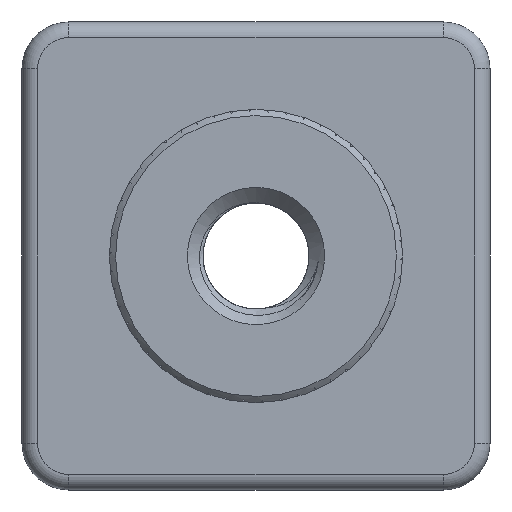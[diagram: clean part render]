
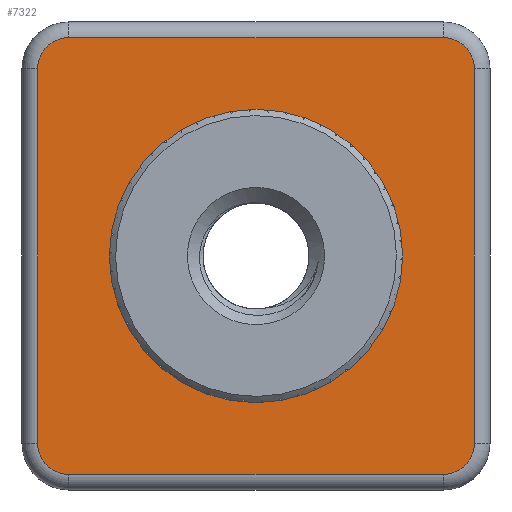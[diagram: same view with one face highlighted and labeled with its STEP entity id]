
A CAD part, front view. The second image highlights one B-rep face of the part: STEP entity #7322.
In plain terms, the highlighted planar face has unit normal (0, -1, 0).
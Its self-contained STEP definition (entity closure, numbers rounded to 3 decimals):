
#372=FACE_BOUND('',#1293,.T.);
#566=CIRCLE('',#7838,2.);
#572=CIRCLE('',#7846,2.);
#576=CIRCLE('',#7852,2.);
#580=CIRCLE('',#7858,2.);
#581=CIRCLE('',#7865,9.4);
#884=FACE_OUTER_BOUND('',#1292,.T.);
#1292=EDGE_LOOP('',(#4958,#4959,#4960,#4961,#4962,#4963,#4964,#4965));
#1293=EDGE_LOOP('',(#4966));
#1733=LINE('',#10702,#2266);
#1735=LINE('',#10714,#2268);
#1737=LINE('',#10726,#2270);
#1739=LINE('',#10735,#2272);
#2266=VECTOR('',#8751,10.);
#2268=VECTOR('',#8765,10.);
#2270=VECTOR('',#8779,10.);
#2272=VECTOR('',#8791,10.);
#2827=VERTEX_POINT('',#10690);
#2828=VERTEX_POINT('',#10692);
#2830=VERTEX_POINT('',#10698);
#2832=VERTEX_POINT('',#10704);
#2834=VERTEX_POINT('',#10710);
#2836=VERTEX_POINT('',#10716);
#2838=VERTEX_POINT('',#10722);
#2840=VERTEX_POINT('',#10728);
#2842=VERTEX_POINT('',#10746);
#3645=EDGE_CURVE('',#2827,#2828,#566,.T.);
#3650=EDGE_CURVE('',#2828,#2830,#1733,.T.);
#3653=EDGE_CURVE('',#2830,#2832,#572,.T.);
#3656=EDGE_CURVE('',#2832,#2834,#1735,.T.);
#3659=EDGE_CURVE('',#2834,#2836,#576,.T.);
#3662=EDGE_CURVE('',#2836,#2838,#1737,.T.);
#3665=EDGE_CURVE('',#2838,#2840,#580,.T.);
#3667=EDGE_CURVE('',#2840,#2827,#1739,.T.);
#3673=EDGE_CURVE('',#2842,#2842,#581,.T.);
#4958=ORIENTED_EDGE('',*,*,#3645,.F.);
#4959=ORIENTED_EDGE('',*,*,#3667,.F.);
#4960=ORIENTED_EDGE('',*,*,#3665,.F.);
#4961=ORIENTED_EDGE('',*,*,#3662,.F.);
#4962=ORIENTED_EDGE('',*,*,#3659,.F.);
#4963=ORIENTED_EDGE('',*,*,#3656,.F.);
#4964=ORIENTED_EDGE('',*,*,#3653,.F.);
#4965=ORIENTED_EDGE('',*,*,#3650,.F.);
#4966=ORIENTED_EDGE('',*,*,#3673,.T.);
#7057=PLANE('',#7864);
#7322=ADVANCED_FACE('',(#884,#372),#7057,.F.);
#7838=AXIS2_PLACEMENT_3D('',#10693,#8740,#8741);
#7846=AXIS2_PLACEMENT_3D('',#10708,#8758,#8759);
#7852=AXIS2_PLACEMENT_3D('',#10720,#8772,#8773);
#7858=AXIS2_PLACEMENT_3D('',#10732,#8786,#8787);
#7864=AXIS2_PLACEMENT_3D('',#10745,#8805,#8806);
#7865=AXIS2_PLACEMENT_3D('',#10747,#8807,#8808);
#8740=DIRECTION('center_axis',(0.,1.,0.));
#8741=DIRECTION('ref_axis',(0.707,0.,0.707));
#8751=DIRECTION('',(0.,0.,-1.));
#8758=DIRECTION('center_axis',(0.,1.,0.));
#8759=DIRECTION('ref_axis',(0.707,0.,-0.707));
#8765=DIRECTION('',(-1.,0.,0.));
#8772=DIRECTION('center_axis',(0.,1.,0.));
#8773=DIRECTION('ref_axis',(-0.707,0.,-0.707));
#8779=DIRECTION('',(0.,0.,1.));
#8786=DIRECTION('center_axis',(0.,1.,0.));
#8787=DIRECTION('ref_axis',(-0.707,0.,0.707));
#8791=DIRECTION('',(1.,0.,0.));
#8805=DIRECTION('center_axis',(0.,1.,0.));
#8806=DIRECTION('ref_axis',(0.,0.,1.));
#8807=DIRECTION('center_axis',(0.,1.,0.));
#8808=DIRECTION('ref_axis',(1.,0.,0.));
#10690=CARTESIAN_POINT('',(12.,0.,14.));
#10692=CARTESIAN_POINT('',(14.,0.,12.));
#10693=CARTESIAN_POINT('Origin',(12.,0.,12.));
#10698=CARTESIAN_POINT('',(14.,0.,-12.));
#10702=CARTESIAN_POINT('',(14.,0.,7.5));
#10704=CARTESIAN_POINT('',(12.,0.,-14.));
#10708=CARTESIAN_POINT('Origin',(12.,0.,-12.));
#10710=CARTESIAN_POINT('',(-12.,0.,-14.));
#10714=CARTESIAN_POINT('',(7.5,0.,-14.));
#10716=CARTESIAN_POINT('',(-14.,0.,-12.));
#10720=CARTESIAN_POINT('Origin',(-12.,0.,-12.));
#10722=CARTESIAN_POINT('',(-14.,0.,12.));
#10726=CARTESIAN_POINT('',(-14.,0.,-7.5));
#10728=CARTESIAN_POINT('',(-12.,0.,14.));
#10732=CARTESIAN_POINT('Origin',(-12.,0.,12.));
#10735=CARTESIAN_POINT('',(-7.5,0.,14.));
#10745=CARTESIAN_POINT('Origin',(0.,0.,0.));
#10746=CARTESIAN_POINT('',(-9.4,0.,0.));
#10747=CARTESIAN_POINT('Origin',(0.,0.,0.));
